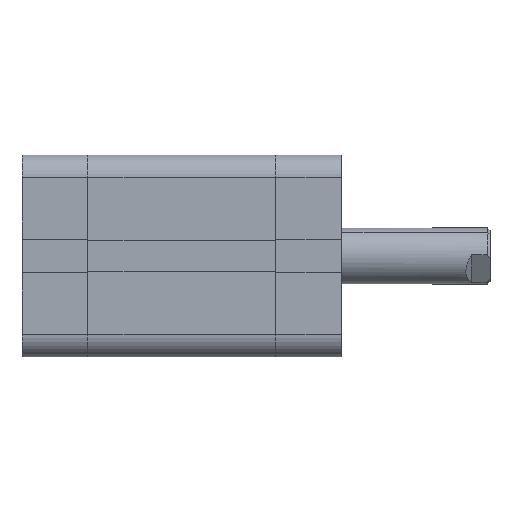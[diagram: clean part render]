
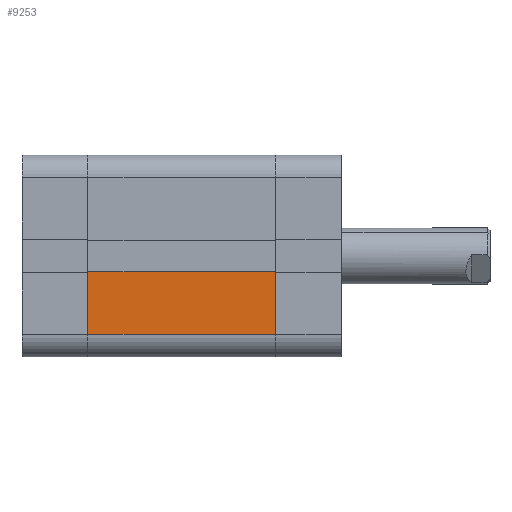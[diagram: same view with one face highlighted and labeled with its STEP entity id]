
A CAD part, front view. The second image highlights one B-rep face of the part: STEP entity #9253.
In plain terms, the highlighted planar face has unit normal (0, -1, 0).
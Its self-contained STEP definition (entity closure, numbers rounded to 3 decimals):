
#429 = DIRECTION ( 'NONE',  ( 0., 0., -1. ) ) ;
#3442 = EDGE_CURVE ( 'NONE', #26433, #7916, #13414, .T. ) ;
#3718 = LINE ( 'NONE', #18341, #16774 ) ;
#4271 = AXIS2_PLACEMENT_3D ( 'NONE', #6205, #14348, #16550 ) ;
#5630 = ORIENTED_EDGE ( 'NONE', *, *, #10854, .T. ) ;
#6205 = CARTESIAN_POINT ( 'NONE',  ( 33.5, -18., -18. ) ) ;
#6789 = CARTESIAN_POINT ( 'NONE',  ( 33.5, -18., -14. ) ) ;
#7404 = DIRECTION ( 'NONE',  ( 0., 0., -1. ) ) ;
#7761 = CARTESIAN_POINT ( 'NONE',  ( 0., -18., -14. ) ) ;
#7916 = VERTEX_POINT ( 'NONE', #17002 ) ;
#8202 = VERTEX_POINT ( 'NONE', #19895 ) ;
#8417 = PLANE ( 'NONE',  #4271 ) ;
#9253 = ADVANCED_FACE ( 'NONE', ( #18902 ), #8417, .F. ) ;
#10854 = EDGE_CURVE ( 'NONE', #8202, #26433, #12729, .T. ) ;
#12533 = EDGE_CURVE ( 'NONE', #13997, #7916, #26443, .T. ) ;
#12729 = LINE ( 'NONE', #25421, #18817 ) ;
#13381 = ORIENTED_EDGE ( 'NONE', *, *, #3442, .T. ) ;
#13414 = LINE ( 'NONE', #6789, #16242 ) ;
#13997 = VERTEX_POINT ( 'NONE', #21788 ) ;
#14348 = DIRECTION ( 'NONE',  ( 0., 1., 0. ) ) ;
#14918 = VECTOR ( 'NONE', #7404, 1000. ) ;
#15139 = ORIENTED_EDGE ( 'NONE', *, *, #12533, .F. ) ;
#15963 = CARTESIAN_POINT ( 'NONE',  ( 33.5, -18., -18. ) ) ;
#16242 = VECTOR ( 'NONE', #22485, 1000. ) ;
#16550 = DIRECTION ( 'NONE',  ( 0., 0., 1. ) ) ;
#16774 = VECTOR ( 'NONE', #27051, 1000. ) ;
#17002 = CARTESIAN_POINT ( 'NONE',  ( 33.5, -18., -14. ) ) ;
#18341 = CARTESIAN_POINT ( 'NONE',  ( 33.501, -18., -2.8 ) ) ;
#18591 = EDGE_CURVE ( 'NONE', #13997, #8202, #3718, .T. ) ;
#18817 = VECTOR ( 'NONE', #429, 1000. ) ;
#18902 = FACE_OUTER_BOUND ( 'NONE', #19815, .T. ) ;
#19815 = EDGE_LOOP ( 'NONE', ( #22722, #5630, #13381, #15139 ) ) ;
#19895 = CARTESIAN_POINT ( 'NONE',  ( 0., -18., -2.8 ) ) ;
#21788 = CARTESIAN_POINT ( 'NONE',  ( 33.5, -18., -2.8 ) ) ;
#22485 = DIRECTION ( 'NONE',  ( 1., 0., 0. ) ) ;
#22722 = ORIENTED_EDGE ( 'NONE', *, *, #18591, .T. ) ;
#25421 = CARTESIAN_POINT ( 'NONE',  ( 0., -18., -18. ) ) ;
#26433 = VERTEX_POINT ( 'NONE', #7761 ) ;
#26443 = LINE ( 'NONE', #15963, #14918 ) ;
#27051 = DIRECTION ( 'NONE',  ( -1., 0., 0. ) ) ;
